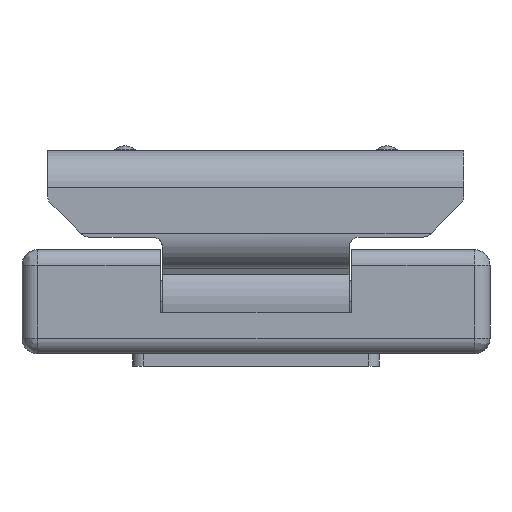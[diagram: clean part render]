
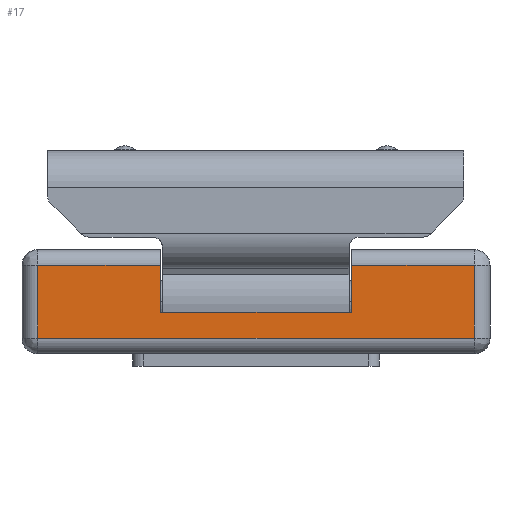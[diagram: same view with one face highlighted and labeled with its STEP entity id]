
A CAD part, left-side view. The second image highlights one B-rep face of the part: STEP entity #17.
In plain terms, the highlighted planar face has unit normal (-1, 0, 0).
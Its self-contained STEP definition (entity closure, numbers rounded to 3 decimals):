
#17=ADVANCED_FACE('',(#287),#3792,.T.);
#287=FACE_OUTER_BOUND('',#520,.T.);
#520=EDGE_LOOP('',(#807,#808,#809,#810,#811,#812,#813,#814,#815,#816,#817,
#818));
#807=ORIENTED_EDGE('',*,*,#1963,.T.);
#808=ORIENTED_EDGE('',*,*,#1960,.F.);
#809=ORIENTED_EDGE('',*,*,#1965,.F.);
#810=ORIENTED_EDGE('',*,*,#1966,.F.);
#811=ORIENTED_EDGE('',*,*,#1959,.F.);
#812=ORIENTED_EDGE('',*,*,#1962,.T.);
#813=ORIENTED_EDGE('',*,*,#1955,.T.);
#814=ORIENTED_EDGE('',*,*,#1957,.T.);
#815=ORIENTED_EDGE('',*,*,#1956,.F.);
#816=ORIENTED_EDGE('',*,*,#1958,.T.);
#817=ORIENTED_EDGE('',*,*,#1961,.F.);
#818=ORIENTED_EDGE('',*,*,#1964,.T.);
#1955=EDGE_CURVE('',#3275,#3276,#2987,.T.);
#1956=EDGE_CURVE('',#3277,#3278,#2988,.T.);
#1957=EDGE_CURVE('',#3276,#3278,#2989,.T.);
#1958=EDGE_CURVE('',#3277,#3284,#2990,.T.);
#1959=EDGE_CURVE('',#3279,#3280,#2991,.T.);
#1960=EDGE_CURVE('',#3281,#3282,#2992,.T.);
#1961=EDGE_CURVE('',#3283,#3284,#2993,.T.);
#1962=EDGE_CURVE('',#3279,#3275,#2994,.T.);
#1963=EDGE_CURVE('',#3286,#3282,#2995,.T.);
#1964=EDGE_CURVE('',#3283,#3286,#2996,.T.);
#1965=EDGE_CURVE('',#3285,#3281,#2997,.T.);
#1966=EDGE_CURVE('',#3280,#3285,#2998,.T.);
#2987=B_SPLINE_CURVE_WITH_KNOTS('',1,(#41787,#41788),.UNSPECIFIED.,.F.,
 .F.,(2,2),(1.5,8.5),.UNSPECIFIED.);
#2988=B_SPLINE_CURVE_WITH_KNOTS('',1,(#41789,#41790),.UNSPECIFIED.,.F.,
 .F.,(2,2),(1.5,8.5),.UNSPECIFIED.);
#2989=B_SPLINE_CURVE_WITH_KNOTS('',1,(#41791,#41792),.UNSPECIFIED.,.F.,
 .F.,(2,2),(1.5,43.5),.UNSPECIFIED.);
#2990=B_SPLINE_CURVE_WITH_KNOTS('',1,(#41793,#41794),.UNSPECIFIED.,.F.,
 .F.,(2,2),(1.5,13.3),.UNSPECIFIED.);
#2991=B_SPLINE_CURVE_WITH_KNOTS('',1,(#41795,#41796),.UNSPECIFIED.,.F.,
 .F.,(2,2),(-46.5,-43.5),.UNSPECIFIED.);
#2992=B_SPLINE_CURVE_WITH_KNOTS('',1,(#41797,#41798),.UNSPECIFIED.,.F.,
 .F.,(2,2),(-30.2,-14.8),.UNSPECIFIED.);
#2993=B_SPLINE_CURVE_WITH_KNOTS('',1,(#41799,#41800),.UNSPECIFIED.,.F.,
 .F.,(2,2),(43.5,46.5),.UNSPECIFIED.);
#2994=B_SPLINE_CURVE_WITH_KNOTS('',1,(#41801,#41802),.UNSPECIFIED.,.F.,
 .F.,(2,2),(31.7,43.5),.UNSPECIFIED.);
#2995=B_SPLINE_CURVE_WITH_KNOTS('',1,(#41803,#41804),.UNSPECIFIED.,.F.,
 .F.,(2,2),(-1.5,0.),.UNSPECIFIED.);
#2996=B_SPLINE_CURVE_WITH_KNOTS('',1,(#41805,#41806),.UNSPECIFIED.,.F.,
 .F.,(2,2),(-43.5,-42.),.UNSPECIFIED.);
#2997=B_SPLINE_CURVE_WITH_KNOTS('',1,(#41807,#41808),.UNSPECIFIED.,.F.,
 .F.,(2,2),(-1.5,0.),.UNSPECIFIED.);
#2998=B_SPLINE_CURVE_WITH_KNOTS('',1,(#41809,#41810),.UNSPECIFIED.,.F.,
 .F.,(2,2),(-43.5,-42.),.UNSPECIFIED.);
#3275=VERTEX_POINT('',#41415);
#3276=VERTEX_POINT('',#41416);
#3277=VERTEX_POINT('',#41417);
#3278=VERTEX_POINT('',#41418);
#3279=VERTEX_POINT('',#41419);
#3280=VERTEX_POINT('',#41420);
#3281=VERTEX_POINT('',#41421);
#3282=VERTEX_POINT('',#41422);
#3283=VERTEX_POINT('',#41423);
#3284=VERTEX_POINT('',#41424);
#3285=VERTEX_POINT('',#41425);
#3286=VERTEX_POINT('',#41426);
#3792=PLANE('',#3946);
#3946=AXIS2_PLACEMENT_3D('',#4742,#4266,$);
#4266=DIRECTION('',(-1.,0.,0.));
#4742=CARTESIAN_POINT('',(-325.956,-22.739,-61.283));
#41415=CARTESIAN_POINT('',(-325.956,20.761,-62.783));
#41416=CARTESIAN_POINT('',(-325.956,20.761,-69.783));
#41417=CARTESIAN_POINT('',(-325.956,-21.239,-62.783));
#41418=CARTESIAN_POINT('',(-325.956,-21.239,-69.783));
#41419=CARTESIAN_POINT('',(-325.956,8.961,-62.783));
#41420=CARTESIAN_POINT('',(-325.956,8.961,-65.783));
#41421=CARTESIAN_POINT('',(-325.956,7.461,-67.283));
#41422=CARTESIAN_POINT('',(-325.956,-7.939,-67.283));
#41423=CARTESIAN_POINT('',(-325.956,-9.439,-65.783));
#41424=CARTESIAN_POINT('',(-325.956,-9.439,-62.783));
#41425=CARTESIAN_POINT('',(-325.956,8.961,-67.283));
#41426=CARTESIAN_POINT('',(-325.956,-9.439,-67.283));
#41787=CARTESIAN_POINT('',(-325.956,20.761,-62.783));
#41788=CARTESIAN_POINT('',(-325.956,20.761,-69.783));
#41789=CARTESIAN_POINT('',(-325.956,-21.239,-62.783));
#41790=CARTESIAN_POINT('',(-325.956,-21.239,-69.783));
#41791=CARTESIAN_POINT('',(-325.956,20.761,-69.783));
#41792=CARTESIAN_POINT('',(-325.956,-21.239,-69.783));
#41793=CARTESIAN_POINT('',(-325.956,-21.239,-62.783));
#41794=CARTESIAN_POINT('',(-325.956,-9.439,-62.783));
#41795=CARTESIAN_POINT('',(-325.956,8.961,-62.783));
#41796=CARTESIAN_POINT('',(-325.956,8.961,-65.783));
#41797=CARTESIAN_POINT('',(-325.956,7.461,-67.283));
#41798=CARTESIAN_POINT('',(-325.956,-7.939,-67.283));
#41799=CARTESIAN_POINT('',(-325.956,-9.439,-65.783));
#41800=CARTESIAN_POINT('',(-325.956,-9.439,-62.783));
#41801=CARTESIAN_POINT('',(-325.956,8.961,-62.783));
#41802=CARTESIAN_POINT('',(-325.956,20.761,-62.783));
#41803=CARTESIAN_POINT('',(-325.956,-9.439,-67.283));
#41804=CARTESIAN_POINT('',(-325.956,-7.939,-67.283));
#41805=CARTESIAN_POINT('',(-325.956,-9.439,-65.783));
#41806=CARTESIAN_POINT('',(-325.956,-9.439,-67.283));
#41807=CARTESIAN_POINT('',(-325.956,8.961,-67.283));
#41808=CARTESIAN_POINT('',(-325.956,7.461,-67.283));
#41809=CARTESIAN_POINT('',(-325.956,8.961,-65.783));
#41810=CARTESIAN_POINT('',(-325.956,8.961,-67.283));
